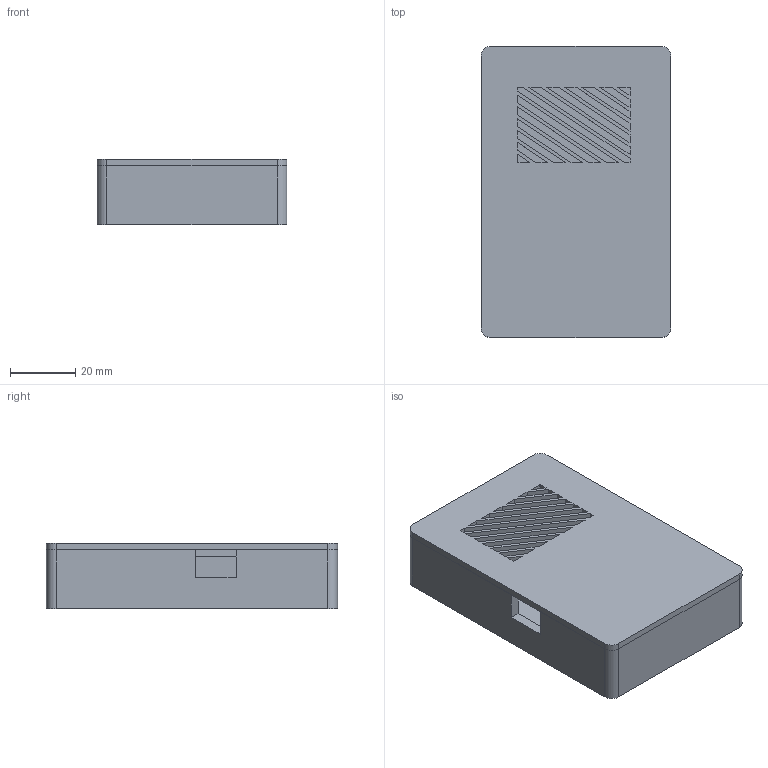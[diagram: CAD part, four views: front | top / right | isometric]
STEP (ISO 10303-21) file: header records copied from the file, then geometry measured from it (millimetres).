
FILE_DESCRIPTION(/* description */ (''),/* implementation_level */ '2;1');
FILE_NAME(/* name */ 'Case Octopus CO2 Ampel v4_Gesamt.step',/* time_stamp */ '2020-11-08T14:15:40+01:00',/* author */ (''),/* organization */ (''),/* preprocessor_version */ 'ST-DEVELOPER v18.1',/* originating_system */ 'Autodesk Translation Framework v9.3.0.1241',/* authorisation */ '');
FILE_SCHEMA (('AUTOMOTIVE_DESIGN { 1 0 10303 214 3 1 1 }'));
Length unit declared in the file: millimetre
Products named in the file (1): Case Octopus CO2 Ampel
Bounding box: 58 x 89 x 20 mm (x, y, z)
Volume: 30219.9 mm3; surface area: 32992.4 mm2
Topology: 2 solids, 2 shells, 174 faces, 451 edges, 298 vertices
Faces by surface type: plane 143, cylinder 31
Full cylindrical faces by diameter (mm): 2.5 x4, 6 x7
Entity records: 5344 total; most frequent: CARTESIAN_POINT 924, ORIENTED_EDGE 902, DIRECTION 863, EDGE_CURVE 451, LINE 389, VECTOR 389, VERTEX_POINT 298, AXIS2_PLACEMENT_3D 237
